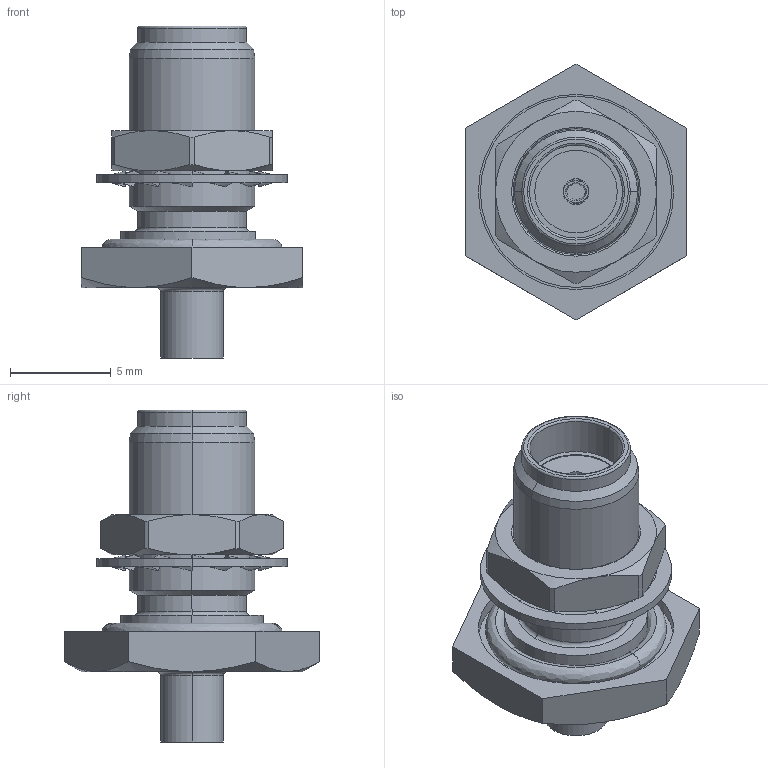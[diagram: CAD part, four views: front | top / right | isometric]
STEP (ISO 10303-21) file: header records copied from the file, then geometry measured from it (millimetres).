
FILE_DESCRIPTION (( 'STEP AP214' ), '1' );
FILE_NAME ('J01151A0061.STEP', '2015-10-26T09:11:34', ( '' ), ( '' ), 'SwSTEP 2.0', 'SolidWorks 2015', '' );
FILE_SCHEMA (( 'AUTOMOTIVE_DESIGN' ));
Length unit declared in the file: millimetre
Products named in the file (1): J01151A0061
Bounding box: 11 x 12.7 x 16.5 mm (x, y, z)
Volume: 577.8 mm3; surface area: 861.4 mm2
Topology: 3 solids, 3 shells, 176 faces, 422 edges, 262 vertices
Faces by surface type: plane 58, bspline 42, cylinder 36, cone 30, torus 10
Entity records: 7660 total; most frequent: CARTESIAN_POINT 1841, ORIENTED_EDGE 844, DIRECTION 716, EDGE_CURVE 422, VERTEX_POINT 262, AXIS2_PLACEMENT_3D 257, LINE 202, VECTOR 202
